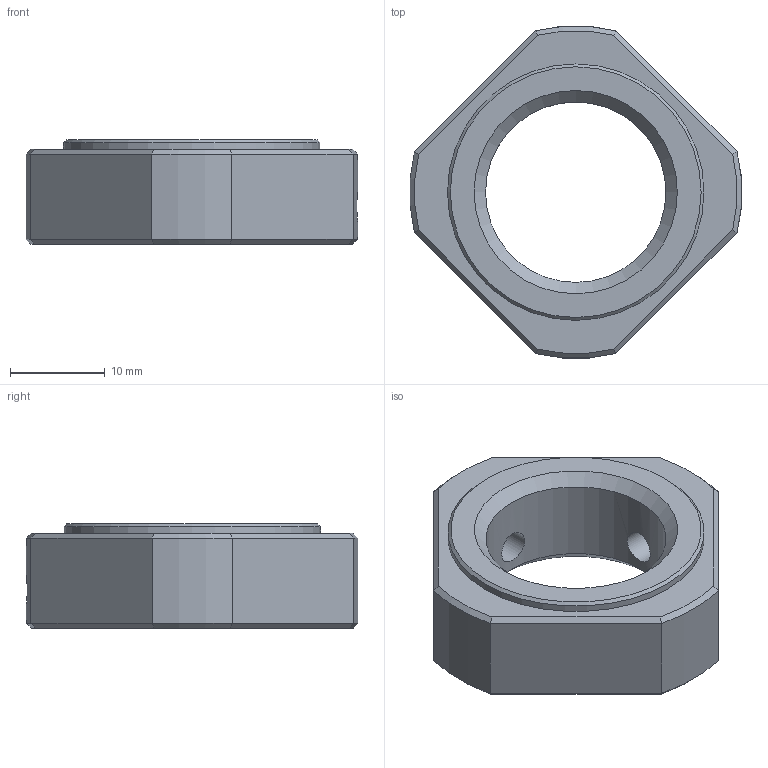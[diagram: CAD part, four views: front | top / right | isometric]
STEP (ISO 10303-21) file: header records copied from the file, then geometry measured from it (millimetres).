
FILE_DESCRIPTION (( 'STEP AP214' ), '1' );
FILE_NAME ('RN20-Rollco.step', '2023-04-27T09:38:45', ( '' ), ( '' ), 'SwSTEP 2.0', 'SolidWorks 2010', '' );
FILE_SCHEMA (( 'AUTOMOTIVE_DESIGN' ));
Length unit declared in the file: millimetre
Products named in the file (1): RN20-Rollco
Bounding box: 34.94 x 34.94 x 11 mm (x, y, z)
Volume: 5588.6 mm3; surface area: 2891.4 mm2
Topology: 1 solids, 1 shells, 36 faces, 88 edges, 54 vertices
Faces by surface type: plane 15, cone 11, cylinder 8, bspline 2
Full cylindrical faces by diameter (mm): 3.4 x2, 19 x1, 27 x1
Entity records: 1460 total; most frequent: CARTESIAN_POINT 683, ORIENTED_EDGE 146, DIRECTION 140, EDGE_CURVE 73, AXIS2_PLACEMENT_3D 58, EDGE_LOOP 52, VERTEX_POINT 49, FACE_OUTER_BOUND 42
